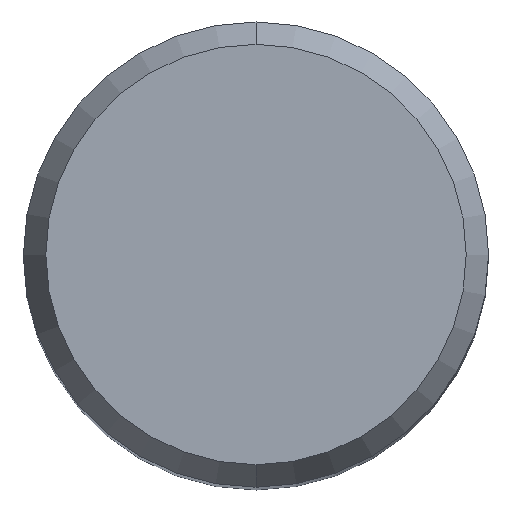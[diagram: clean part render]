
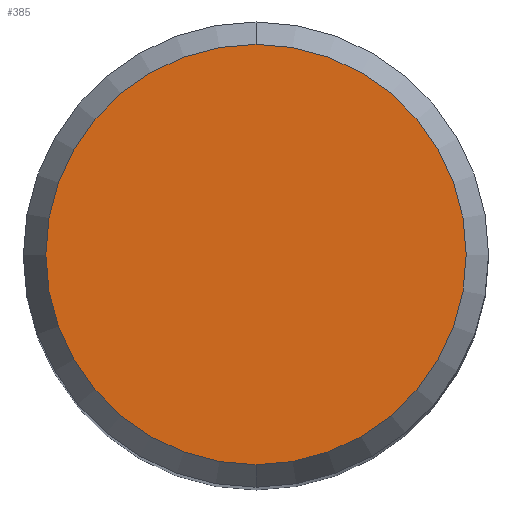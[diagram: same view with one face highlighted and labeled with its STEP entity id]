
A CAD part, top view. The second image highlights one B-rep face of the part: STEP entity #385.
In plain terms, the highlighted planar face has unit normal (0, 0, 1).
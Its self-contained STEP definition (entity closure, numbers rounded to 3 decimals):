
#189=EDGE_CURVE('',#247,#359,#482,.T.);
#247=VERTEX_POINT('',#549);
#249=EDGE_CURVE('',#359,#247,#551,.T.);
#359=VERTEX_POINT('',#671);
#385=ADVANCED_FACE('',(#699),#700,.T.);
#482=CIRCLE('',#854,5.423);
#549=CARTESIAN_POINT('',(0.0,5.423,0.0));
#551=CIRCLE('',#999,5.423);
#671=CARTESIAN_POINT('',(0.,-5.423,0.0));
#699=FACE_OUTER_BOUND('',#1285,.T.);
#700=PLANE('',#1286);
#854=AXIS2_PLACEMENT_3D('',#1468,#1469,#1470);
#999=AXIS2_PLACEMENT_3D('',#1565,#1566,#1567);
#1285=EDGE_LOOP('',(#1731,#1732));
#1286=AXIS2_PLACEMENT_3D('',#1733,#1734,#1735);
#1468=CARTESIAN_POINT('',(0.0,0.0,0.0));
#1469=DIRECTION('',(0.0,0.0,-1.0));
#1470=DIRECTION('',(0.0,1.0,0.0));
#1565=CARTESIAN_POINT('',(0.0,0.0,0.0));
#1566=DIRECTION('',(0.0,0.0,-1.0));
#1567=DIRECTION('',(0.0,1.0,0.0));
#1731=ORIENTED_EDGE('',*,*,#189,.F.);
#1732=ORIENTED_EDGE('',*,*,#249,.F.);
#1733=CARTESIAN_POINT('',(0.0,2.711,0.0));
#1734=DIRECTION('',(-0.0,0.0,1.0));
#1735=DIRECTION('',(0.0,-1.0,0.0));
